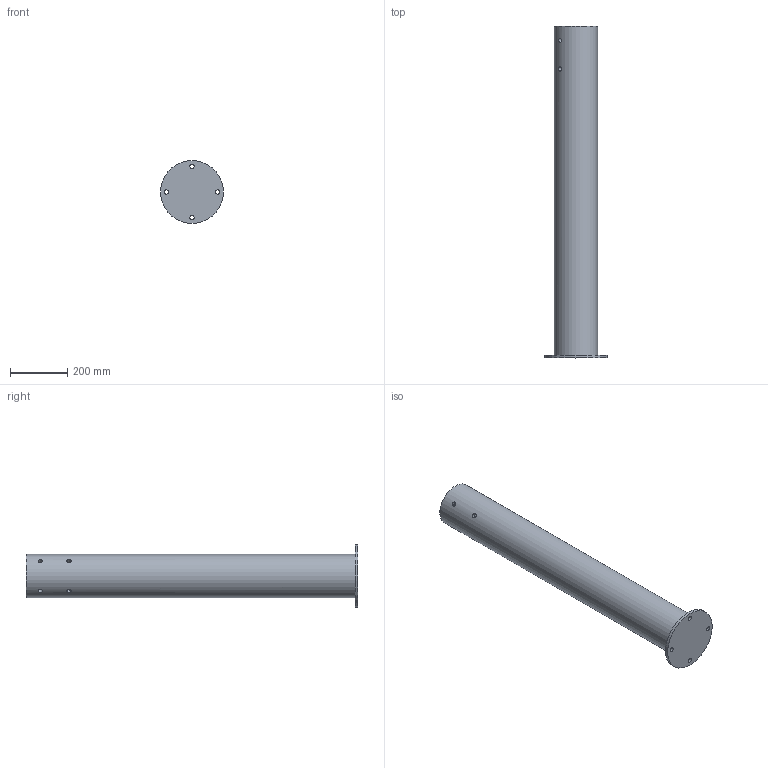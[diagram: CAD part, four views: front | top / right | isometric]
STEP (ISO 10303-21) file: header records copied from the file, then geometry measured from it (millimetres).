
FILE_DESCRIPTION(/* description */ (''),/* implementation_level */ '2;1');
FILE_NAME(/* name */ 'batang.stp',/* time_stamp */ '2019-07-26T13:17:22+07:00',/* author */ ('BARLY'),/* organization */ (''),/* preprocessor_version */ 'ST-DEVELOPER v18',/* originating_system */ 'Autodesk Inventor 2020',/* authorisation */ '');
FILE_SCHEMA (('AUTOMOTIVE_DESIGN { 1 0 10303 214 3 1 1 }'));
Length unit declared in the file: millimetre
Products named in the file (1): batang
Bounding box: 220 x 1160 x 220 mm (x, y, z)
Volume: 5984676.7 mm3; surface area: 1105782.1 mm2
Topology: 1 solids, 1 shells, 15 faces, 45 edges, 34 vertices
Faces by surface type: cylinder 11, plane 4
Full cylindrical faces by diameter (mm): 15 x8, 130.4 x1, 152.4 x1, 220 x1
Entity records: 846 total; most frequent: CARTESIAN_POINT 367, ORIENTED_EDGE 90, DIRECTION 79, EDGE_CURVE 45, VERTEX_POINT 34, AXIS2_PLACEMENT_3D 34, EDGE_LOOP 33, FACE_BOUND 18
